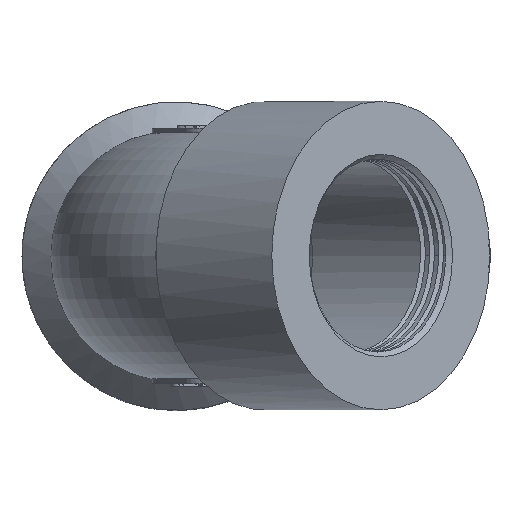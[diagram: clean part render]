
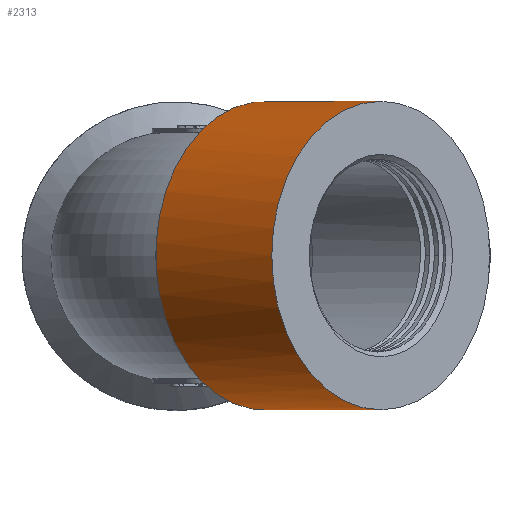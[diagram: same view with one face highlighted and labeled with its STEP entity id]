
A CAD part, top view. The second image highlights one B-rep face of the part: STEP entity #2313.
In plain terms, the highlighted cylindrical face has radius 16 mm (diameter 32 mm), a full revolution.
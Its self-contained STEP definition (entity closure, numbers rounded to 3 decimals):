
#60=ELLIPSE('',#2470,65.97,16.);
#61=ELLIPSE('',#2472,65.97,16.);
#71=CYLINDRICAL_SURFACE('',#2469,16.);
#88=CIRCLE('',#2471,16.);
#89=CIRCLE('',#2473,16.);
#128=B_SPLINE_CURVE_WITH_KNOTS('',3,(#3388,#3389,#3390,#3391,#3392,#3393),
 .UNSPECIFIED.,.F.,.F.,(4,1,1,4),(0.,0.001,0.002,
0.005),.UNSPECIFIED.);
#129=B_SPLINE_CURVE_WITH_KNOTS('',3,(#3397,#3398,#3399,#3400),
 .UNSPECIFIED.,.F.,.F.,(4,4),(0.,0.),.UNSPECIFIED.);
#130=B_SPLINE_CURVE_WITH_KNOTS('',3,(#3404,#3405,#3406,#3407),
 .UNSPECIFIED.,.F.,.F.,(4,4),(0.,0.),.UNSPECIFIED.);
#131=B_SPLINE_CURVE_WITH_KNOTS('',3,(#3411,#3412,#3413,#3414,#3415,#3416),
 .UNSPECIFIED.,.F.,.F.,(4,1,1,4),(0.,0.002,0.003,
0.005),.UNSPECIFIED.);
#235=ORIENTED_EDGE('',*,*,#927,.F.);
#236=ORIENTED_EDGE('',*,*,#928,.T.);
#237=ORIENTED_EDGE('',*,*,#929,.T.);
#238=ORIENTED_EDGE('',*,*,#930,.T.);
#239=ORIENTED_EDGE('',*,*,#931,.T.);
#240=ORIENTED_EDGE('',*,*,#932,.T.);
#241=ORIENTED_EDGE('',*,*,#933,.T.);
#242=ORIENTED_EDGE('',*,*,#934,.T.);
#243=ORIENTED_EDGE('',*,*,#935,.F.);
#244=ORIENTED_EDGE('',*,*,#936,.T.);
#927=EDGE_CURVE('',#1273,#1274,#60,.T.);
#928=EDGE_CURVE('',#1273,#1275,#128,.T.);
#929=EDGE_CURVE('',#1275,#1276,#1489,.F.);
#930=EDGE_CURVE('',#1276,#1277,#129,.T.);
#931=EDGE_CURVE('',#1277,#1278,#88,.F.);
#932=EDGE_CURVE('',#1278,#1279,#130,.T.);
#933=EDGE_CURVE('',#1279,#1280,#1490,.T.);
#934=EDGE_CURVE('',#1280,#1281,#131,.T.);
#935=EDGE_CURVE('',#1274,#1281,#61,.T.);
#936=EDGE_CURVE('',#1274,#1274,#89,.T.);
#1273=VERTEX_POINT('',#3386);
#1274=VERTEX_POINT('',#3387);
#1275=VERTEX_POINT('',#3394);
#1276=VERTEX_POINT('',#3396);
#1277=VERTEX_POINT('',#3401);
#1278=VERTEX_POINT('',#3403);
#1279=VERTEX_POINT('',#3408);
#1280=VERTEX_POINT('',#3410);
#1281=VERTEX_POINT('',#3417);
#1489=LINE('',#3395,#1703);
#1490=LINE('',#3409,#1704);
#1703=VECTOR('',#2643,1000.);
#1704=VECTOR('',#2646,1000.);
#1908=EDGE_LOOP('',(#235,#236,#237,#238,#239,#240,#241,#242,#243,#244));
#2070=FACE_BOUND('',#1908,.T.);
#2313=ADVANCED_FACE('',(#2070),#71,.T.);
#2469=AXIS2_PLACEMENT_3D('',#3384,#2639,#2640);
#2470=AXIS2_PLACEMENT_3D('',#3385,#2641,#2642);
#2471=AXIS2_PLACEMENT_3D('',#3402,#2644,#2645);
#2472=AXIS2_PLACEMENT_3D('',#3418,#2647,#2648);
#2473=AXIS2_PLACEMENT_3D('',#3419,#2649,#2650);
#2639=DIRECTION('',(0.707,0.,0.707));
#2640=DIRECTION('',(0.707,0.,-0.707));
#2641=DIRECTION('',(0.514,0.,-0.857));
#2642=DIRECTION('',(0.857,0.,0.514));
#2643=DIRECTION('',(0.707,0.,0.707));
#2644=DIRECTION('',(-0.707,0.,-0.707));
#2645=DIRECTION('',(-0.707,0.,0.707));
#2646=DIRECTION('',(0.707,0.,0.707));
#2647=DIRECTION('',(0.514,0.,-0.857));
#2648=DIRECTION('',(0.857,0.,0.514));
#2649=DIRECTION('',(-0.707,0.,-0.707));
#2650=DIRECTION('',(0.,1.,0.));
#3384=CARTESIAN_POINT('',(-22.929,0.,37.071));
#3385=CARTESIAN_POINT('',(-54.042,0.,5.958));
#3386=CARTESIAN_POINT('',(2.336,1.314,39.785));
#3387=CARTESIAN_POINT('',(2.527,0.,39.899));
#3388=CARTESIAN_POINT('',(2.336,1.314,39.785));
#3389=CARTESIAN_POINT('',(2.114,1.562,39.592));
#3390=CARTESIAN_POINT('',(1.595,1.893,39.125));
#3391=CARTESIAN_POINT('',(0.515,2.272,38.115));
#3392=CARTESIAN_POINT('',(-0.297,2.353,37.322));
#3393=CARTESIAN_POINT('',(-0.835,2.353,36.783));
#3394=CARTESIAN_POINT('',(-0.835,2.353,36.783));
#3395=CARTESIAN_POINT('',(-11.738,2.353,25.88));
#3396=CARTESIAN_POINT('',(-9.618,2.353,28.001));
#3397=CARTESIAN_POINT('',(-9.618,2.353,28.001));
#3398=CARTESIAN_POINT('',(-9.619,2.367,28.003));
#3399=CARTESIAN_POINT('',(-9.62,2.38,28.005));
#3400=CARTESIAN_POINT('',(-9.621,2.394,28.006));
#3401=CARTESIAN_POINT('',(-9.621,2.394,28.006));
#3402=CARTESIAN_POINT('',(-20.808,0.,39.192));
#3403=CARTESIAN_POINT('',(-9.621,-2.394,28.006));
#3404=CARTESIAN_POINT('',(-9.621,-2.394,28.006));
#3405=CARTESIAN_POINT('',(-9.62,-2.38,28.005));
#3406=CARTESIAN_POINT('',(-9.619,-2.367,28.003));
#3407=CARTESIAN_POINT('',(-9.618,-2.353,28.001));
#3408=CARTESIAN_POINT('',(-9.618,-2.353,28.001));
#3409=CARTESIAN_POINT('',(-11.738,-2.353,25.88));
#3410=CARTESIAN_POINT('',(-0.835,-2.353,36.783));
#3411=CARTESIAN_POINT('',(-0.835,-2.353,36.783));
#3412=CARTESIAN_POINT('',(-0.297,-2.353,37.322));
#3413=CARTESIAN_POINT('',(0.515,-2.272,38.115));
#3414=CARTESIAN_POINT('',(1.596,-1.893,39.125));
#3415=CARTESIAN_POINT('',(2.114,-1.562,39.592));
#3416=CARTESIAN_POINT('',(2.336,-1.314,39.785));
#3417=CARTESIAN_POINT('',(2.336,-1.314,39.785));
#3418=CARTESIAN_POINT('',(-54.042,0.,5.958));
#3419=CARTESIAN_POINT('',(-8.787,0.,51.213));
